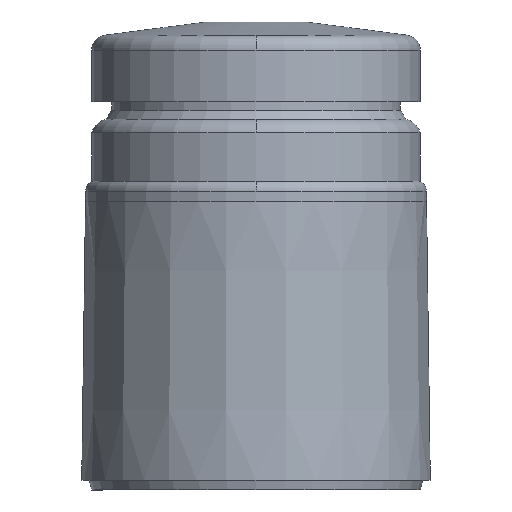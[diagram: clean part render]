
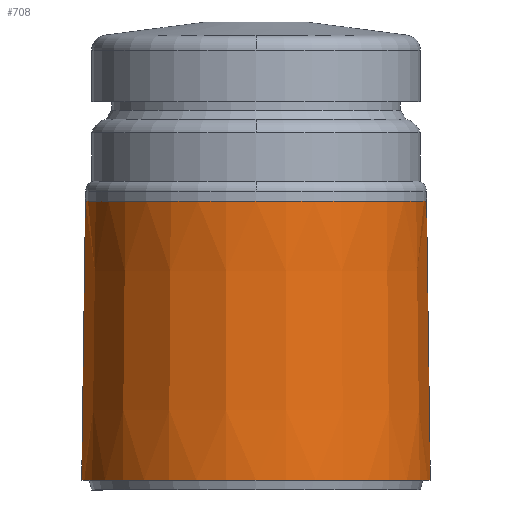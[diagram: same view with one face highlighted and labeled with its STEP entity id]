
A CAD part, front view. The second image highlights one B-rep face of the part: STEP entity #708.
In plain terms, the highlighted conical face has half-angle 0.768 degrees and reference radius 34.625 mm.
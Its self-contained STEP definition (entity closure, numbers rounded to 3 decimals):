
#511=CARTESIAN_POINT('',(-34.25,0.,58.));
#512=VERTEX_POINT('',#511);
#529=CARTESIAN_POINT('',(34.25,0.,58.));
#530=VERTEX_POINT('',#529);
#552=CARTESIAN_POINT('',(-35.001,0.0,2.));
#553=VERTEX_POINT('',#552);
#554=CARTESIAN_POINT('',(-34.25,0.,58.));
#555=DIRECTION('',(-0.013,0.,-1.));
#556=VECTOR('',#555,56.005);
#557=LINE('',#554,#556);
#558=EDGE_CURVE('',#512,#553,#557,.T.);
#561=CARTESIAN_POINT('',(35.001,0.,2.));
#562=VERTEX_POINT('',#561);
#563=CARTESIAN_POINT('',(34.25,0.,58.));
#564=DIRECTION('',(0.013,0.,-1.));
#565=VECTOR('',#564,56.005);
#566=LINE('',#563,#565);
#567=EDGE_CURVE('',#530,#562,#566,.T.);
#676=CARTESIAN_POINT('',(0.0,0.0,2.));
#677=DIRECTION('',(0.0,0.0,1.0));
#678=DIRECTION('',(-1.0,0.0,0.0));
#679=AXIS2_PLACEMENT_3D('',#676,#677,#678);
#680=CIRCLE('',#679,35.001);
#681=EDGE_CURVE('',#553,#562,#680,.T.);
#691=CARTESIAN_POINT('',(0.0,0.,30.));
#692=DIRECTION('',(0.0,0.,-1.0));
#693=DIRECTION('',(-1.0,0.0,0.0));
#694=AXIS2_PLACEMENT_3D('',#691,#692,#693);
#695=CONICAL_SURFACE('',#694,34.625,0.768);
#696=ORIENTED_EDGE('',*,*,#558,.T.);
#697=ORIENTED_EDGE('',*,*,#681,.T.);
#698=ORIENTED_EDGE('',*,*,#567,.F.);
#699=CARTESIAN_POINT('',(0.0,0.,58.));
#700=DIRECTION('',(0.0,0.0,1.0));
#701=DIRECTION('',(-1.0,0.0,0.0));
#702=AXIS2_PLACEMENT_3D('',#699,#700,#701);
#703=CIRCLE('',#702,34.25);
#704=EDGE_CURVE('',#512,#530,#703,.T.);
#705=ORIENTED_EDGE('',*,*,#704,.F.);
#706=EDGE_LOOP('',(#696,#697,#698,#705));
#707=FACE_OUTER_BOUND('',#706,.T.);
#708=ADVANCED_FACE('',(#707),#695,.T.);
